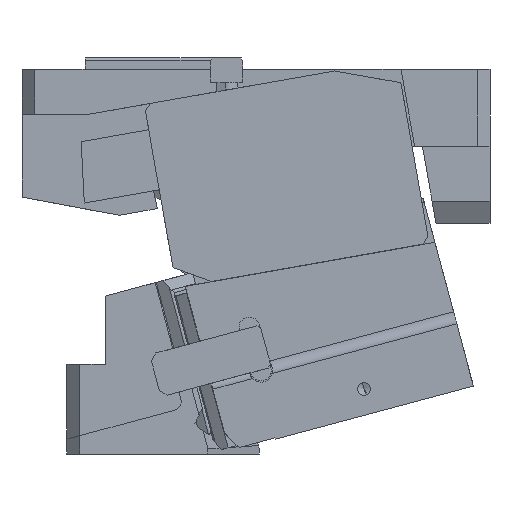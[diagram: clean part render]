
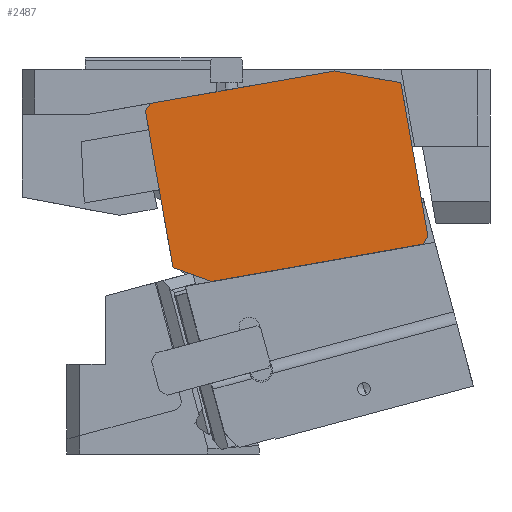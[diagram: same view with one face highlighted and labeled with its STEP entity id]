
A CAD part, front view. The second image highlights one B-rep face of the part: STEP entity #2487.
In plain terms, the highlighted planar face has unit normal (0, -1, 0).
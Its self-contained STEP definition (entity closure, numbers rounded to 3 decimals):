
#903=CARTESIAN_POINT('Vertex',(-174.733,-126.,273.512)) ;
#906=CARTESIAN_POINT('Line Origine',(-148.341,-126.,278.165)) ;
#910=CARTESIAN_POINT('Vertex',(-121.949,-126.,282.819)) ;
#943=CARTESIAN_POINT('Vertex',(-178.789,-126.,267.719)) ;
#946=CARTESIAN_POINT('Line Origine',(-176.761,-126.,270.616)) ;
#995=CARTESIAN_POINT('Vertex',(-157.217,-126.,145.38)) ;
#998=CARTESIAN_POINT('Line Origine',(-168.003,-126.,206.55)) ;
#2409=CARTESIAN_POINT('Axis2P3D Location',(-61.737,-126.,110.659)) ;
#2415=CARTESIAN_POINT('Control Point',(19.906,-126.,289.739)) ;
#2416=CARTESIAN_POINT('Control Point',(20.43,-126.,289.647)) ;
#2417=CARTESIAN_POINT('Vertex',(19.906,-126.,289.739)) ;
#2419=CARTESIAN_POINT('Vertex',(20.43,-126.,289.647)) ;
#2422=CARTESIAN_POINT('Line Origine',(-5.746,-126.,294.262)) ;
#2426=CARTESIAN_POINT('Vertex',(-31.399,-126.,298.785)) ;
#2429=CARTESIAN_POINT('Line Origine',(-48.199,-126.,295.823)) ;
#2433=CARTESIAN_POINT('Vertex',(-65.,-126.,292.861)) ;
#2436=CARTESIAN_POINT('Line Origine',(-93.474,-126.,287.84)) ;
#2441=CARTESIAN_POINT('Line Origine',(-142.395,-126.,139.985)) ;
#2445=CARTESIAN_POINT('Vertex',(-127.573,-126.,134.59)) ;
#2448=CARTESIAN_POINT('Line Origine',(-45.007,-126.,149.149)) ;
#2452=CARTESIAN_POINT('Vertex',(37.559,-126.,163.708)) ;
#2455=CARTESIAN_POINT('Line Origine',(39.385,-126.,166.314)) ;
#2459=CARTESIAN_POINT('Vertex',(41.21,-126.,168.921)) ;
#2463=CARTESIAN_POINT('Control Point',(41.615,-126.,169.5)) ;
#2464=CARTESIAN_POINT('Control Point',(41.21,-126.,168.921)) ;
#2465=CARTESIAN_POINT('Vertex',(41.615,-126.,169.5)) ;
#2468=CARTESIAN_POINT('Line Origine',(31.023,-126.,229.573)) ;
#907=DIRECTION('Vector Direction',(-0.985,0.,-0.174)) ;
#947=DIRECTION('Vector Direction',(-0.574,0.,-0.819)) ;
#999=DIRECTION('Vector Direction',(-0.174,0.,0.985)) ;
#2410=DIRECTION('Axis2P3D Direction',(0.,1.,0.)) ;
#2411=DIRECTION('Axis2P3D XDirection',(0.985,0.,0.174)) ;
#2423=DIRECTION('Vector Direction',(0.985,0.,-0.174)) ;
#2430=DIRECTION('Vector Direction',(-0.985,0.,-0.174)) ;
#2437=DIRECTION('Vector Direction',(-0.985,0.,-0.174)) ;
#2442=DIRECTION('Vector Direction',(-0.94,0.,0.342)) ;
#2449=DIRECTION('Vector Direction',(-0.985,0.,-0.174)) ;
#2456=DIRECTION('Vector Direction',(0.574,0.,0.819)) ;
#2469=DIRECTION('Vector Direction',(-0.174,0.,0.985)) ;
#2412=AXIS2_PLACEMENT_3D('Plane Axis2P3D',#2409,#2410,#2411) ;
#2474=ORIENTED_EDGE('',*,*,#2421,.F.) ;
#2475=ORIENTED_EDGE('',*,*,#2428,.F.) ;
#2476=ORIENTED_EDGE('',*,*,#2435,.T.) ;
#2477=ORIENTED_EDGE('',*,*,#2440,.T.) ;
#2478=ORIENTED_EDGE('',*,*,#912,.T.) ;
#2479=ORIENTED_EDGE('',*,*,#950,.T.) ;
#2480=ORIENTED_EDGE('',*,*,#1002,.F.) ;
#2481=ORIENTED_EDGE('',*,*,#2447,.F.) ;
#2482=ORIENTED_EDGE('',*,*,#2454,.F.) ;
#2483=ORIENTED_EDGE('',*,*,#2461,.T.) ;
#2484=ORIENTED_EDGE('',*,*,#2467,.F.) ;
#2485=ORIENTED_EDGE('',*,*,#2472,.T.) ;
#908=VECTOR('Line Direction',#907,1.) ;
#948=VECTOR('Line Direction',#947,1.) ;
#1000=VECTOR('Line Direction',#999,1.) ;
#2424=VECTOR('Line Direction',#2423,1.) ;
#2431=VECTOR('Line Direction',#2430,1.) ;
#2438=VECTOR('Line Direction',#2437,1.) ;
#2443=VECTOR('Line Direction',#2442,1.) ;
#2450=VECTOR('Line Direction',#2449,1.) ;
#2457=VECTOR('Line Direction',#2456,1.) ;
#2470=VECTOR('Line Direction',#2469,1.) ;
#2487=ADVANCED_FACE('CAM HOLDER',(#2486),#2413,.F.) ;
#2414=B_SPLINE_CURVE_WITH_KNOTS('',1,(#2415,#2416),.UNSPECIFIED.,.F.,.U.,(2,2),(0.,0.532),.UNSPECIFIED.) ;
#2462=B_SPLINE_CURVE_WITH_KNOTS('',1,(#2463,#2464),.UNSPECIFIED.,.F.,.U.,(2,2),(0.,0.707),.UNSPECIFIED.) ;
#912=EDGE_CURVE('',#911,#904,#909,.T.) ;
#950=EDGE_CURVE('',#904,#944,#949,.T.) ;
#1002=EDGE_CURVE('',#996,#944,#1001,.T.) ;
#2421=EDGE_CURVE('',#2418,#2420,#2414,.T.) ;
#2428=EDGE_CURVE('',#2427,#2418,#2425,.T.) ;
#2435=EDGE_CURVE('',#2427,#2434,#2432,.T.) ;
#2440=EDGE_CURVE('',#2434,#911,#2439,.T.) ;
#2447=EDGE_CURVE('',#2446,#996,#2444,.T.) ;
#2454=EDGE_CURVE('',#2453,#2446,#2451,.T.) ;
#2461=EDGE_CURVE('',#2453,#2460,#2458,.T.) ;
#2467=EDGE_CURVE('',#2466,#2460,#2462,.T.) ;
#2472=EDGE_CURVE('',#2466,#2420,#2471,.T.) ;
#2473=EDGE_LOOP('',(#2474,#2475,#2476,#2477,#2478,#2479,#2480,#2481,#2482,#2483,#2484,#2485)) ;
#2486=FACE_OUTER_BOUND('',#2473,.T.) ;
#909=LINE('Line',#906,#908) ;
#949=LINE('Line',#946,#948) ;
#1001=LINE('Line',#998,#1000) ;
#2425=LINE('Line',#2422,#2424) ;
#2432=LINE('Line',#2429,#2431) ;
#2439=LINE('Line',#2436,#2438) ;
#2444=LINE('Line',#2441,#2443) ;
#2451=LINE('Line',#2448,#2450) ;
#2458=LINE('Line',#2455,#2457) ;
#2471=LINE('Line',#2468,#2470) ;
#2413=PLANE('Plane',#2412) ;
#904=VERTEX_POINT('',#903) ;
#911=VERTEX_POINT('',#910) ;
#944=VERTEX_POINT('',#943) ;
#996=VERTEX_POINT('',#995) ;
#2418=VERTEX_POINT('',#2417) ;
#2420=VERTEX_POINT('',#2419) ;
#2427=VERTEX_POINT('',#2426) ;
#2434=VERTEX_POINT('',#2433) ;
#2446=VERTEX_POINT('',#2445) ;
#2453=VERTEX_POINT('',#2452) ;
#2460=VERTEX_POINT('',#2459) ;
#2466=VERTEX_POINT('',#2465) ;
